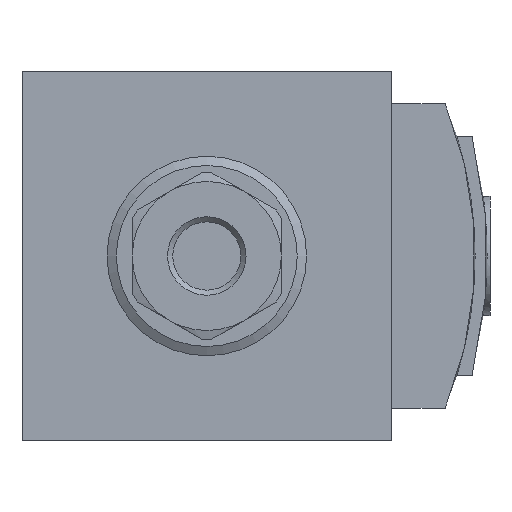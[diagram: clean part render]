
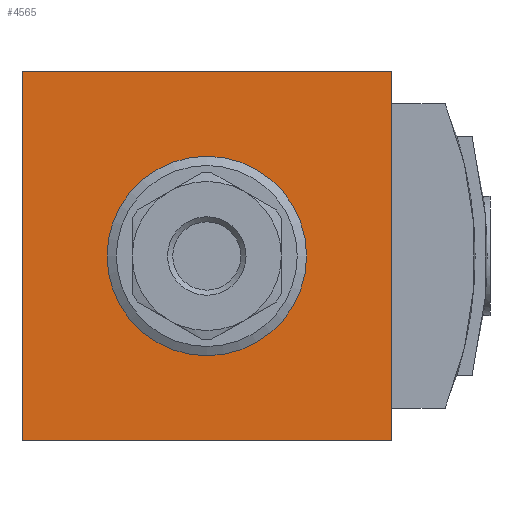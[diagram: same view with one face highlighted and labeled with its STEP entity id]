
A CAD part, front view. The second image highlights one B-rep face of the part: STEP entity #4565.
In plain terms, the highlighted planar face has unit normal (0, -1, 0).
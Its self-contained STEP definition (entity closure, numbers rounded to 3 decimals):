
#118=PLANE('',#4806);
#234=LINE('',#5960,#594);
#311=LINE('',#6139,#671);
#320=LINE('',#6156,#680);
#385=LINE('',#6308,#745);
#594=VECTOR('',#5031,1000.);
#671=VECTOR('',#5166,1000.);
#680=VECTOR('',#5177,1000.);
#745=VECTOR('',#5300,1000.);
#1228=ORIENTED_EDGE('',*,*,#2096,.F.);
#1229=ORIENTED_EDGE('',*,*,#1891,.F.);
#1230=ORIENTED_EDGE('',*,*,#1984,.F.);
#1231=ORIENTED_EDGE('',*,*,#1993,.F.);
#1232=ORIENTED_EDGE('',*,*,#2074,.F.);
#1891=EDGE_CURVE('',#2358,#2359,#234,.T.);
#1984=EDGE_CURVE('',#2431,#2358,#311,.T.);
#1993=EDGE_CURVE('',#2438,#2431,#320,.T.);
#2074=EDGE_CURVE('',#2359,#2438,#385,.T.);
#2096=EDGE_CURVE('',#2509,#2509,#2689,.F.);
#2358=VERTEX_POINT('',#5959);
#2359=VERTEX_POINT('',#5961);
#2431=VERTEX_POINT('',#6138);
#2438=VERTEX_POINT('',#6155);
#2509=VERTEX_POINT('',#6351);
#2689=CIRCLE('',#4807,16.732);
#2781=EDGE_LOOP('',(#1228));
#2782=EDGE_LOOP('',(#1229,#1230,#1231,#1232));
#3013=FACE_BOUND('',#2781,.T.);
#3014=FACE_BOUND('',#2782,.T.);
#4565=ADVANCED_FACE('',(#3013,#3014),#118,.F.);
#4806=AXIS2_PLACEMENT_3D('',#6349,#5339,#5340);
#4807=AXIS2_PLACEMENT_3D('',#6350,#5341,#5342);
#5031=DIRECTION('',(0.,0.,1.));
#5166=DIRECTION('',(-1.,0.,0.));
#5177=DIRECTION('',(0.,0.,-1.));
#5300=DIRECTION('',(1.,0.,0.));
#5339=DIRECTION('',(0.,1.,0.));
#5340=DIRECTION('',(0.,0.,1.));
#5341=DIRECTION('',(0.,1.,0.));
#5342=DIRECTION('',(0.,0.,1.));
#5959=CARTESIAN_POINT('',(-31.,-45.5,-31.));
#5960=CARTESIAN_POINT('',(-31.,-45.5,-31.));
#5961=CARTESIAN_POINT('',(-31.,-45.5,31.));
#6138=CARTESIAN_POINT('',(31.,-45.5,-31.));
#6139=CARTESIAN_POINT('',(31.,-45.5,-31.));
#6155=CARTESIAN_POINT('',(31.,-45.5,31.));
#6156=CARTESIAN_POINT('',(31.,-45.5,31.));
#6308=CARTESIAN_POINT('',(-31.,-45.5,31.));
#6349=CARTESIAN_POINT('',(0.,-45.5,0.));
#6350=CARTESIAN_POINT('',(0.,-45.5,0.));
#6351=CARTESIAN_POINT('',(0.,-45.5,16.732));
